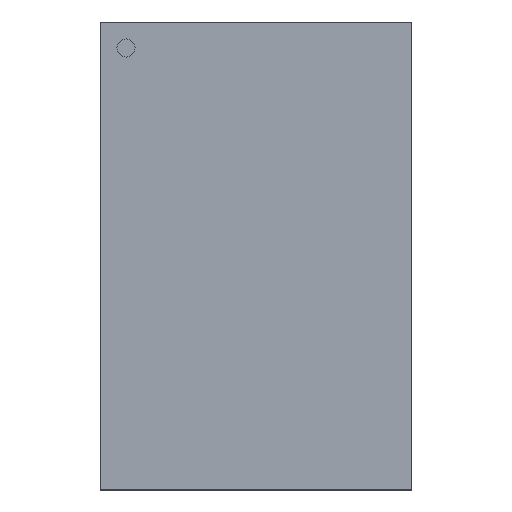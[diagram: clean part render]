
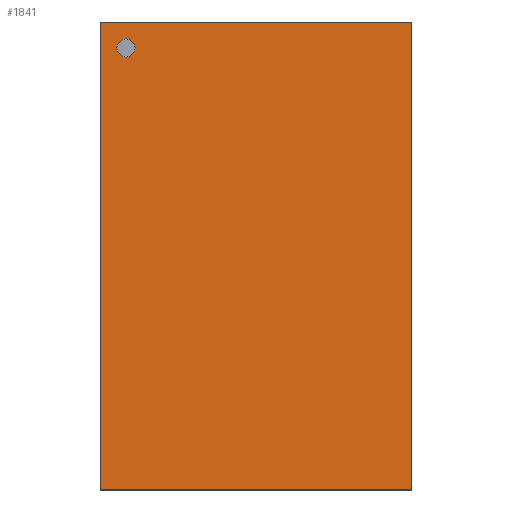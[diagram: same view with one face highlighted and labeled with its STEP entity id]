
A CAD part, top view. The second image highlights one B-rep face of the part: STEP entity #1841.
In plain terms, the highlighted planar face has unit normal (0, 0, 1).
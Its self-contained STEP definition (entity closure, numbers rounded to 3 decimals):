
#471 = CARTESIAN_POINT ( 'NONE',  ( 5.999, 8.999, 0.88 ) ) ;
#927 = DIRECTION ( 'NONE',  ( 0., 0., -1. ) ) ;
#980 = CARTESIAN_POINT ( 'NONE',  ( 0., -8.999, 0.88 ) ) ;
#1841 = ADVANCED_FACE ( 'NONE', ( #4616, #13461 ), #11045, .T. ) ;
#1888 = ORIENTED_EDGE ( 'NONE', *, *, #8156, .T. ) ;
#1950 = LINE ( 'NONE', #4312, #11711 ) ;
#1986 = ORIENTED_EDGE ( 'NONE', *, *, #8539, .T. ) ;
#2011 = DIRECTION ( 'NONE',  ( 1., 0., 0. ) ) ;
#2691 = CARTESIAN_POINT ( 'NONE',  ( 5.999, -8.999, 0.88 ) ) ;
#2990 = EDGE_LOOP ( 'NONE', ( #12571, #1888 ) ) ;
#3147 = AXIS2_PLACEMENT_3D ( 'NONE', #7832, #927, #2011 ) ;
#3342 = CARTESIAN_POINT ( 'NONE',  ( -5.999, -8.999, 0.88 ) ) ;
#3427 = VECTOR ( 'NONE', #8862, 1000. ) ;
#3474 = DIRECTION ( 'NONE',  ( 1., 0., 0. ) ) ;
#3491 = LINE ( 'NONE', #12789, #10709 ) ;
#3861 = ORIENTED_EDGE ( 'NONE', *, *, #6113, .T. ) ;
#4312 = CARTESIAN_POINT ( 'NONE',  ( -5.999, 0., 0.88 ) ) ;
#4575 = VERTEX_POINT ( 'NONE', #9689 ) ;
#4577 = DIRECTION ( 'NONE',  ( 0., 0., -1. ) ) ;
#4616 = FACE_BOUND ( 'NONE', #2990, .T. ) ;
#5182 = VERTEX_POINT ( 'NONE', #10441 ) ;
#5214 = CIRCLE ( 'NONE', #6805, 0.35 ) ;
#5617 = EDGE_CURVE ( 'NONE', #7001, #5182, #5897, .T. ) ;
#5897 = CIRCLE ( 'NONE', #3147, 0.35 ) ;
#6113 = EDGE_CURVE ( 'NONE', #13092, #7995, #3491, .T. ) ;
#6617 = DIRECTION ( 'NONE',  ( 0., -1., 0. ) ) ;
#6805 = AXIS2_PLACEMENT_3D ( 'NONE', #10385, #4577, #3474 ) ;
#6915 = ORIENTED_EDGE ( 'NONE', *, *, #7179, .T. ) ;
#7001 = VERTEX_POINT ( 'NONE', #11729 ) ;
#7179 = EDGE_CURVE ( 'NONE', #7995, #4575, #11558, .T. ) ;
#7832 = CARTESIAN_POINT ( 'NONE',  ( -4.999, 7.999, 0.88 ) ) ;
#7995 = VERTEX_POINT ( 'NONE', #471 ) ;
#8156 = EDGE_CURVE ( 'NONE', #5182, #7001, #5214, .T. ) ;
#8412 = EDGE_LOOP ( 'NONE', ( #10559, #3861, #6915, #1986 ) ) ;
#8539 = EDGE_CURVE ( 'NONE', #4575, #14684, #1950, .T. ) ;
#8623 = EDGE_CURVE ( 'NONE', #14684, #13092, #9899, .T. ) ;
#8862 = DIRECTION ( 'NONE',  ( 1., 0., 0. ) ) ;
#8866 = DIRECTION ( 'NONE',  ( -1., 0., 0. ) ) ;
#9689 = CARTESIAN_POINT ( 'NONE',  ( -5.999, 8.999, 0.88 ) ) ;
#9899 = LINE ( 'NONE', #980, #3427 ) ;
#10017 = DIRECTION ( 'NONE',  ( 1., 0., 0. ) ) ;
#10071 = CARTESIAN_POINT ( 'NONE',  ( 0., 0., 0.88 ) ) ;
#10385 = CARTESIAN_POINT ( 'NONE',  ( -4.999, 7.999, 0.88 ) ) ;
#10441 = CARTESIAN_POINT ( 'NONE',  ( -5.349, 7.999, 0.88 ) ) ;
#10559 = ORIENTED_EDGE ( 'NONE', *, *, #8623, .T. ) ;
#10709 = VECTOR ( 'NONE', #12694, 1000. ) ;
#11045 = PLANE ( 'NONE',  #13089 ) ;
#11558 = LINE ( 'NONE', #12328, #14106 ) ;
#11711 = VECTOR ( 'NONE', #6617, 1000. ) ;
#11729 = CARTESIAN_POINT ( 'NONE',  ( -4.649, 7.999, 0.88 ) ) ;
#12328 = CARTESIAN_POINT ( 'NONE',  ( 0., 8.999, 0.88 ) ) ;
#12571 = ORIENTED_EDGE ( 'NONE', *, *, #5617, .T. ) ;
#12694 = DIRECTION ( 'NONE',  ( 0., 1., 0. ) ) ;
#12789 = CARTESIAN_POINT ( 'NONE',  ( 5.999, 0., 0.88 ) ) ;
#13089 = AXIS2_PLACEMENT_3D ( 'NONE', #10071, #14576, #10017 ) ;
#13092 = VERTEX_POINT ( 'NONE', #2691 ) ;
#13461 = FACE_OUTER_BOUND ( 'NONE', #8412, .T. ) ;
#14106 = VECTOR ( 'NONE', #8866, 1000. ) ;
#14576 = DIRECTION ( 'NONE',  ( 0., 0., 1. ) ) ;
#14684 = VERTEX_POINT ( 'NONE', #3342 ) ;
